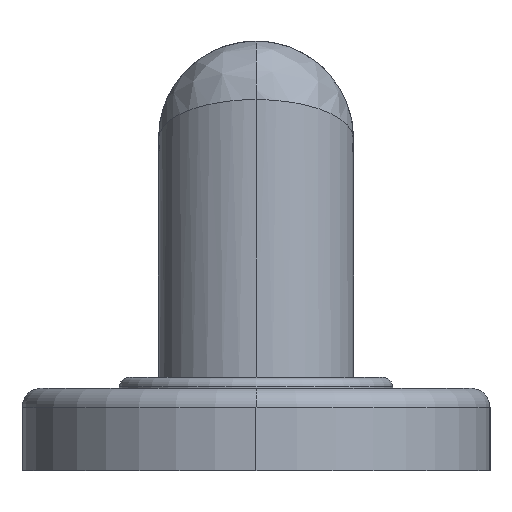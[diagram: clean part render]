
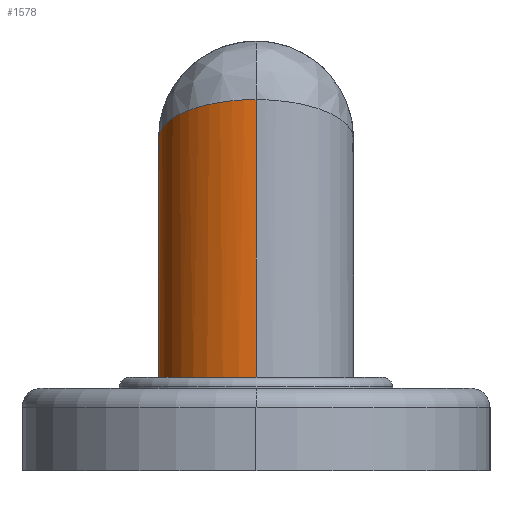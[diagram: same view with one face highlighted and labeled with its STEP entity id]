
A CAD part, left-side view. The second image highlights one B-rep face of the part: STEP entity #1578.
In plain terms, the highlighted cylindrical face has radius 15.875 mm (diameter 31.75 mm), a partial arc.
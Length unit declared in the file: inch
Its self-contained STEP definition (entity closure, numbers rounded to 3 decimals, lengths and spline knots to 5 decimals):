
#454=CARTESIAN_POINT('',(0.,0.,0.6));
#455=DIRECTION('',(0.,0.,-1.));
#456=DIRECTION('',(-1.,0.,0.));
#457=AXIS2_PLACEMENT_3D('',#454,#455,#456);
#459=CARTESIAN_POINT('',(0.625,0.,
1.443));
#460=CARTESIAN_POINT('',(0.625,0.01387,1.443));
#461=CARTESIAN_POINT('',(0.62408,0.04181,1.44402));
#462=CARTESIAN_POINT('',(0.61982,0.08402,1.44869));
#463=CARTESIAN_POINT('',(0.61257,0.12655,1.45666));
#464=CARTESIAN_POINT('',(0.60219,0.16927,1.46807));
#465=CARTESIAN_POINT('',(0.58844,0.21227,1.48318));
#466=CARTESIAN_POINT('',(0.57105,0.25548,1.5023));
#467=CARTESIAN_POINT('',(0.54971,0.29875,1.52576));
#468=CARTESIAN_POINT('',(0.52404,0.34188,1.55398));
#469=CARTESIAN_POINT('',(0.49368,0.38452,1.58735));
#470=CARTESIAN_POINT('',(0.4583,0.42617,1.62623));
#471=CARTESIAN_POINT('',(0.41763,0.46619,1.67094));
#472=CARTESIAN_POINT('',(0.37153,0.5038,1.72162));
#473=CARTESIAN_POINT('',(0.32001,0.53809,1.77824));
#474=CARTESIAN_POINT('',(0.26334,0.56806,1.84054));
#475=CARTESIAN_POINT('',(0.20205,0.5927,1.90791));
#476=CARTESIAN_POINT('',(0.13696,0.61108,1.97945));
#477=CARTESIAN_POINT('',(0.06913,0.62244,2.05401));
#478=CARTESIAN_POINT('',(0.02317,0.625,2.10453));
#479=CARTESIAN_POINT('',(0.,0.625,2.13));
#481=CARTESIAN_POINT('',(-0.625,0.,2.38));
#482=CARTESIAN_POINT('',(-0.625,0.01835,
2.38));
#483=CARTESIAN_POINT('',(-0.62338,0.05508,
2.37935));
#484=CARTESIAN_POINT('',(-0.6161,0.10984,
2.37644));
#485=CARTESIAN_POINT('',(-0.60397,0.16391,
2.37158));
#486=CARTESIAN_POINT('',(-0.58703,0.21694,
2.36481));
#487=CARTESIAN_POINT('',(-0.56529,0.26855,
2.35611));
#488=CARTESIAN_POINT('',(-0.53885,0.31833,
2.34554));
#489=CARTESIAN_POINT('',(-0.50778,0.36589,
2.33312));
#490=CARTESIAN_POINT('',(-0.47221,0.41078,
2.31887));
#491=CARTESIAN_POINT('',(-0.43233,0.45259,
2.30294));
#492=CARTESIAN_POINT('',(-0.38839,0.49083,
2.28535));
#493=CARTESIAN_POINT('',(-0.34065,0.52511,
2.26627));
#494=CARTESIAN_POINT('',(-0.28951,0.55497,
2.2458));
#495=CARTESIAN_POINT('',(-0.23539,0.58001,
2.22415));
#496=CARTESIAN_POINT('',(-0.1788,0.59988,
2.20154));
#497=CARTESIAN_POINT('',(-0.12031,0.6143,
2.17811));
#498=CARTESIAN_POINT('',(-0.06053,0.62304,
2.15422));
#499=CARTESIAN_POINT('',(-0.02018,0.625,
2.13814));
#500=CARTESIAN_POINT('',(0.,0.625,2.13));
#502=DIRECTION('',(0.,0.,-1.));
#503=VECTOR('',#502,1.78);
#504=CARTESIAN_POINT('',(-0.625,0.,2.38));
#505=LINE('',#504,#503);
#650=DIRECTION('',(0.,0.,-1.));
#651=VECTOR('',#650,0.843);
#652=CARTESIAN_POINT('',(0.625,0.,
1.443));
#653=LINE('',#652,#651);
#736=CARTESIAN_POINT('',(-0.625,0.,2.38));
#738=VERTEX_POINT('',#736);
#744=VERTEX_POINT('',#459);
#745=VERTEX_POINT('',#479);
#760=CARTESIAN_POINT('',(0.625,0.,0.6));
#761=CARTESIAN_POINT('',(-0.625,0.,0.6));
#762=VERTEX_POINT('',#760);
#763=VERTEX_POINT('',#761);
#1562=CARTESIAN_POINT('',(0.,0.,2.13));
#1563=DIRECTION('',(0.,0.,-1.));
#1564=DIRECTION('',(1.,0.,0.));
#1565=AXIS2_PLACEMENT_3D('',#1562,#1563,#1564);
#1566=CYLINDRICAL_SURFACE('',#1565,0.625);
#1568=ORIENTED_EDGE('',*,*,#1567,.T.);
#1570=ORIENTED_EDGE('',*,*,#1569,.F.);
#1571=ORIENTED_EDGE('',*,*,#1554,.T.);
#1573=ORIENTED_EDGE('',*,*,#1572,.F.);
#1575=ORIENTED_EDGE('',*,*,#1574,.T.);
#1576=EDGE_LOOP('',(#1568,#1570,#1571,#1573,#1575));
#1577=FACE_OUTER_BOUND('',#1576,.F.);
#1578=ADVANCED_FACE('',(#1577),#1566,.T.);
#458=CIRCLE('',#457,0.625);
#480=B_SPLINE_CURVE_WITH_KNOTS('',3,(#459,#460,#461,#462,#463,#464,#465,#466,
#467,#468,#469,#470,#471,#472,#473,#474,#475,#476,#477,#478,#479),.UNSPECIFIED.,
.F.,.F.,(4,1,1,1,1,1,1,1,1,1,1,1,1,1,1,1,1,1,4),(0.,0.05556,
0.11111,0.16667,0.22222,0.27778,
0.33333,0.38889,0.44444,0.5,0.55556,
0.61111,0.66667,0.72222,0.77778,
0.83333,0.88889,0.94444,1.),.UNSPECIFIED.);
#501=B_SPLINE_CURVE_WITH_KNOTS('',3,(#481,#482,#483,#484,#485,#486,#487,#488,
#489,#490,#491,#492,#493,#494,#495,#496,#497,#498,#499,#500),.UNSPECIFIED.,.F.,
.F.,(4,1,1,1,1,1,1,1,1,1,1,1,1,1,1,1,1,4),(0.,0.05882,
0.11765,0.17647,0.23529,0.29412,
0.35294,0.41176,0.47059,0.52941,
0.58824,0.64706,0.70588,0.76471,
0.82353,0.88235,0.94118,1.),.UNSPECIFIED.);
#1554=EDGE_CURVE('',#744,#745,#480,.T.);
#1567=EDGE_CURVE('',#763,#762,#458,.T.);
#1569=EDGE_CURVE('',#744,#762,#653,.T.);
#1572=EDGE_CURVE('',#738,#745,#501,.T.);
#1574=EDGE_CURVE('',#738,#763,#505,.T.);
